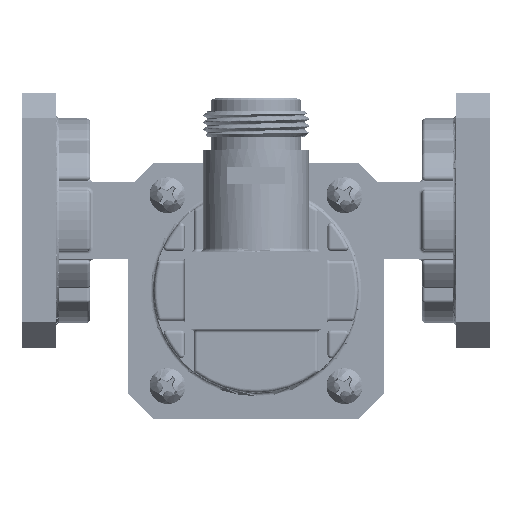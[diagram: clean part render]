
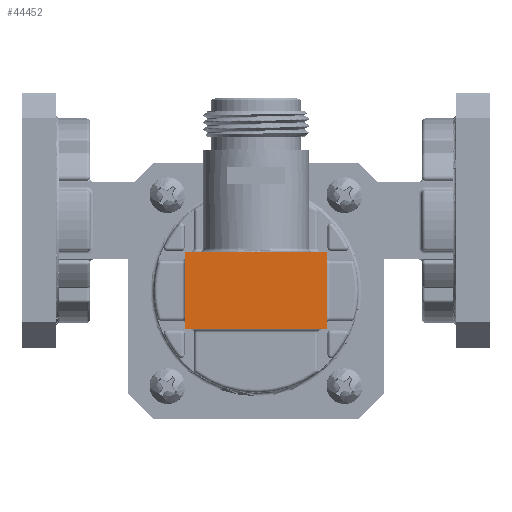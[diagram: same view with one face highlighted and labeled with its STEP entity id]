
A CAD part, top view. The second image highlights one B-rep face of the part: STEP entity #44452.
In plain terms, the highlighted face is planar.
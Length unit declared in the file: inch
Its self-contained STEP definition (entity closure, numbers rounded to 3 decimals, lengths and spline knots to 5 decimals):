
#691 = CARTESIAN_POINT ( 'NONE',  ( 0., 0.2275, -0.75 ) ) ;
#1843 = LINE ( 'NONE', #34860, #45759 ) ;
#2199 = CARTESIAN_POINT ( 'NONE',  ( 0.11358, 0.2275, -0.75 ) ) ;
#3324 = EDGE_CURVE ( 'NONE', #9718, #45194, #45290, .T. ) ;
#3573 = LINE ( 'NONE', #34181, #5913 ) ;
#3792 = DIRECTION ( 'NONE',  ( -1., 0., 0. ) ) ;
#4334 = LINE ( 'NONE', #39572, #45909 ) ;
#4806 = DIRECTION ( 'NONE',  ( 0., -1., 0. ) ) ;
#5913 = VECTOR ( 'NONE', #4806, 39.37008 ) ;
#6612 = CARTESIAN_POINT ( 'NONE',  ( 0.415, -0.2275, -0.75 ) ) ;
#6735 = CARTESIAN_POINT ( 'NONE',  ( -0.415, 0.2275, -0.75 ) ) ;
#7538 = VERTEX_POINT ( 'NONE', #31434 ) ;
#8642 = VECTOR ( 'NONE', #3792, 39.37008 ) ;
#8686 = CARTESIAN_POINT ( 'NONE',  ( 0.415, 0.2275, -0.75 ) ) ;
#9718 = VERTEX_POINT ( 'NONE', #35733 ) ;
#13383 = LINE ( 'NONE', #31161, #22679 ) ;
#14352 = LINE ( 'NONE', #26222, #8642 ) ;
#15793 = VECTOR ( 'NONE', #18407, 39.37008 ) ;
#15814 = DIRECTION ( 'NONE',  ( -1., 0., 0. ) ) ;
#16396 = EDGE_CURVE ( 'NONE', #45194, #35343, #17748, .T. ) ;
#17748 = LINE ( 'NONE', #6612, #25274 ) ;
#17846 = ORIENTED_EDGE ( 'NONE', *, *, #28055, .F. ) ;
#17935 = CARTESIAN_POINT ( 'NONE',  ( -0.415, -0.2275, -0.75 ) ) ;
#18407 = DIRECTION ( 'NONE',  ( 1., 0., 0. ) ) ;
#19100 = VERTEX_POINT ( 'NONE', #691 ) ;
#20097 = EDGE_CURVE ( 'NONE', #25470, #19100, #13383, .T. ) ;
#20450 = AXIS2_PLACEMENT_3D ( 'NONE', #20762, #46591, #32361 ) ;
#20753 = EDGE_CURVE ( 'NONE', #19100, #7538, #1843, .T. ) ;
#20762 = CARTESIAN_POINT ( 'NONE',  ( 0., 0., -0.75 ) ) ;
#21039 = VERTEX_POINT ( 'NONE', #6735 ) ;
#22581 = EDGE_CURVE ( 'NONE', #35343, #25470, #14352, .T. ) ;
#22679 = VECTOR ( 'NONE', #15814, 39.37008 ) ;
#25274 = VECTOR ( 'NONE', #32417, 39.37008 ) ;
#25470 = VERTEX_POINT ( 'NONE', #2199 ) ;
#26222 = CARTESIAN_POINT ( 'NONE',  ( -0.415, 0.2275, -0.75 ) ) ;
#26745 = EDGE_CURVE ( 'NONE', #7538, #21039, #4334, .T. ) ;
#28055 = EDGE_CURVE ( 'NONE', #21039, #9718, #3573, .T. ) ;
#30320 = ORIENTED_EDGE ( 'NONE', *, *, #20097, .F. ) ;
#31161 = CARTESIAN_POINT ( 'NONE',  ( -0.415, 0.2275, -0.75 ) ) ;
#31434 = CARTESIAN_POINT ( 'NONE',  ( -0.11358, 0.2275, -0.75 ) ) ;
#32247 = DIRECTION ( 'NONE',  ( -1., 0., 0. ) ) ;
#32361 = DIRECTION ( 'NONE',  ( 1., 0., 0. ) ) ;
#32417 = DIRECTION ( 'NONE',  ( 0., 1., 0. ) ) ;
#34131 = ORIENTED_EDGE ( 'NONE', *, *, #26745, .F. ) ;
#34164 = ORIENTED_EDGE ( 'NONE', *, *, #3324, .F. ) ;
#34181 = CARTESIAN_POINT ( 'NONE',  ( -0.415, -0.2275, -0.75 ) ) ;
#34860 = CARTESIAN_POINT ( 'NONE',  ( -0.415, 0.2275, -0.75 ) ) ;
#35343 = VERTEX_POINT ( 'NONE', #8686 ) ;
#35733 = CARTESIAN_POINT ( 'NONE',  ( -0.415, -0.2275, -0.75 ) ) ;
#36984 = CARTESIAN_POINT ( 'NONE',  ( 0.415, -0.2275, -0.75 ) ) ;
#37453 = FACE_OUTER_BOUND ( 'NONE', #47181, .T. ) ;
#39374 = PLANE ( 'NONE',  #20450 ) ;
#39572 = CARTESIAN_POINT ( 'NONE',  ( -0.415, 0.2275, -0.75 ) ) ;
#42917 = ORIENTED_EDGE ( 'NONE', *, *, #16396, .F. ) ;
#43348 = ORIENTED_EDGE ( 'NONE', *, *, #22581, .F. ) ;
#44452 = ADVANCED_FACE ( 'NONE', ( #37453 ), #39374, .F. ) ;
#45194 = VERTEX_POINT ( 'NONE', #36984 ) ;
#45290 = LINE ( 'NONE', #17935, #15793 ) ;
#45510 = DIRECTION ( 'NONE',  ( -1., 0., 0. ) ) ;
#45759 = VECTOR ( 'NONE', #45510, 39.37008 ) ;
#45909 = VECTOR ( 'NONE', #32247, 39.37008 ) ;
#46591 = DIRECTION ( 'NONE',  ( 0., 0., 1. ) ) ;
#47181 = EDGE_LOOP ( 'NONE', ( #34164, #17846, #34131, #47710, #30320, #43348, #42917 ) ) ;
#47710 = ORIENTED_EDGE ( 'NONE', *, *, #20753, .F. ) ;
